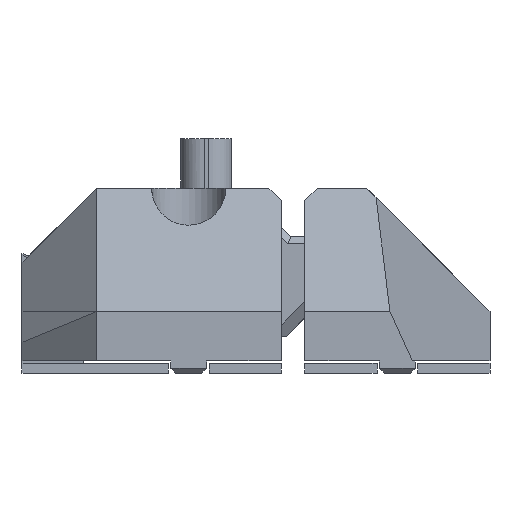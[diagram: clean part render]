
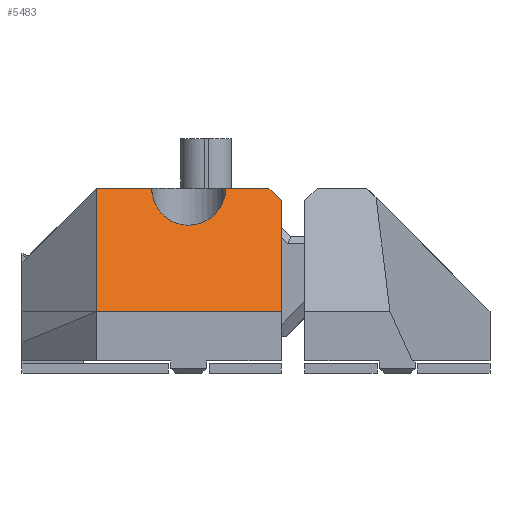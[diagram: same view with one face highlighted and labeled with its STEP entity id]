
A CAD part, front view. The second image highlights one B-rep face of the part: STEP entity #5483.
In plain terms, the highlighted planar face has unit normal (0, -0.707, 0.707).
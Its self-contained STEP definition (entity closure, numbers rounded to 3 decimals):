
#48=ELLIPSE('',#5914,4.243,3.);
#1080=ORIENTED_EDGE('',*,*,#2325,.T.);
#1081=ORIENTED_EDGE('',*,*,#2377,.T.);
#1082=ORIENTED_EDGE('',*,*,#2371,.F.);
#1083=ORIENTED_EDGE('',*,*,#2255,.T.);
#1084=ORIENTED_EDGE('',*,*,#2373,.F.);
#1085=ORIENTED_EDGE('',*,*,#2376,.T.);
#1086=ORIENTED_EDGE('',*,*,#2378,.F.);
#2255=EDGE_CURVE('',#2982,#2981,#48,.T.);
#2325=EDGE_CURVE('',#3030,#3029,#3562,.F.);
#2371=EDGE_CURVE('',#2982,#3057,#3596,.T.);
#2373=EDGE_CURVE('',#3023,#2981,#3598,.T.);
#2376=EDGE_CURVE('',#3023,#3059,#3601,.T.);
#2377=EDGE_CURVE('',#3029,#3057,#3602,.T.);
#2378=EDGE_CURVE('',#3030,#3059,#3603,.T.);
#2981=VERTEX_POINT('',#8560);
#2982=VERTEX_POINT('',#8562);
#3023=VERTEX_POINT('',#8678);
#3029=VERTEX_POINT('',#8694);
#3030=VERTEX_POINT('',#8696);
#3057=VERTEX_POINT('',#8786);
#3059=VERTEX_POINT('',#8793);
#3562=LINE('',#8695,#4144);
#3596=LINE('',#8785,#4178);
#3598=LINE('',#8788,#4180);
#3601=LINE('',#8794,#4183);
#3602=LINE('',#8796,#4184);
#3603=LINE('',#8797,#4185);
#4144=VECTOR('',#6898,1000.);
#4178=VECTOR('',#6990,1000.);
#4180=VECTOR('',#6992,1000.);
#4183=VECTOR('',#6997,1000.);
#4184=VECTOR('',#7000,1000.);
#4185=VECTOR('',#7001,1000.);
#4629=EDGE_LOOP('',(#1080,#1081,#1082,#1083,#1084,#1085,#1086));
#4953=FACE_BOUND('',#4629,.T.);
#5224=PLANE('',#5979);
#5483=ADVANCED_FACE('',(#4953),#5224,.F.);
#5914=AXIS2_PLACEMENT_3D('',#8561,#6777,#6778);
#5979=AXIS2_PLACEMENT_3D('',#8795,#6998,#6999);
#6777=DIRECTION('',(0.,0.707,-0.707));
#6778=DIRECTION('',(0.,0.707,0.707));
#6898=DIRECTION('',(0.,-0.707,-0.707));
#6990=DIRECTION('',(1.,0.,0.));
#6992=DIRECTION('',(1.,0.,0.));
#6997=DIRECTION('',(0.,-0.707,-0.707));
#6998=DIRECTION('',(0.,0.707,-0.707));
#6999=DIRECTION('',(0.,0.707,0.707));
#7000=DIRECTION('',(-0.577,0.577,0.577));
#7001=DIRECTION('',(-1.,0.,0.));
#8560=CARTESIAN_POINT('',(265.1,68.1,194.));
#8561=CARTESIAN_POINT('',(268.1,68.1,194.));
#8562=CARTESIAN_POINT('',(271.1,68.1,194.));
#8678=CARTESIAN_POINT('',(260.6,68.1,194.));
#8694=CARTESIAN_POINT('',(275.6,67.1,193.));
#8695=CARTESIAN_POINT('',(275.6,58.1,184.));
#8696=CARTESIAN_POINT('',(275.6,58.1,184.));
#8785=CARTESIAN_POINT('',(254.598,68.1,194.));
#8786=CARTESIAN_POINT('',(274.6,68.1,194.));
#8788=CARTESIAN_POINT('',(254.598,68.1,194.));
#8793=CARTESIAN_POINT('',(260.6,58.1,184.));
#8794=CARTESIAN_POINT('',(260.6,58.1,184.));
#8795=CARTESIAN_POINT('',(254.598,58.1,184.));
#8796=CARTESIAN_POINT('',(261.933,80.767,206.667));
#8797=CARTESIAN_POINT('',(254.598,58.1,184.));
